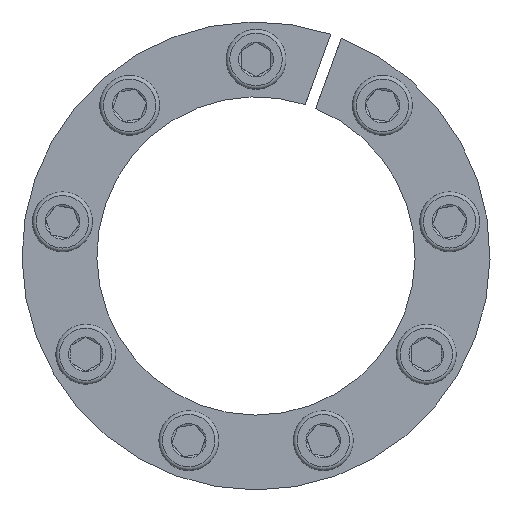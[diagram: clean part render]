
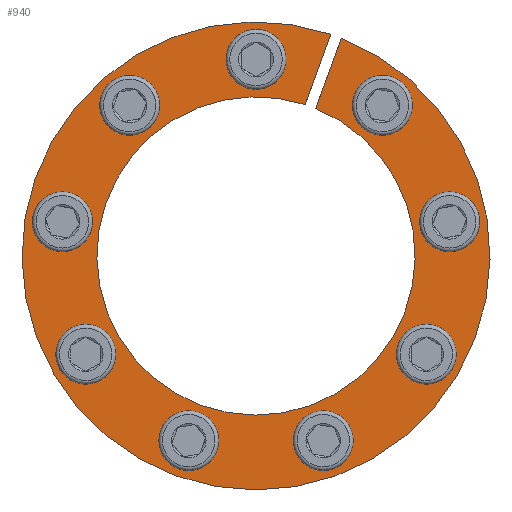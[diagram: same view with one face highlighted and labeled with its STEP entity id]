
A CAD part, front view. The second image highlights one B-rep face of the part: STEP entity #940.
In plain terms, the highlighted planar face has unit normal (0, -1, 0).
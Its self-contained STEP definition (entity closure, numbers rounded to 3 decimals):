
#158=PLANE('',#1001);
#201=VECTOR('',#1148,1.);
#205=VECTOR('',#1169,1.);
#229=LINE('',#1449,#201);
#233=LINE('',#1471,#205);
#262=VERTEX_POINT('',#1448);
#263=VERTEX_POINT('',#1450);
#266=VERTEX_POINT('',#1458);
#267=VERTEX_POINT('',#1462);
#268=VERTEX_POINT('',#1464);
#269=VERTEX_POINT('',#1466);
#270=VERTEX_POINT('',#1468);
#271=VERTEX_POINT('',#1470);
#272=VERTEX_POINT('',#1473);
#273=VERTEX_POINT('',#1475);
#274=VERTEX_POINT('',#1477);
#275=VERTEX_POINT('',#1479);
#276=VERTEX_POINT('',#1481);
#335=CIRCLE('',#1000,42.5);
#336=CIRCLE('',#1002,5.);
#337=CIRCLE('',#1003,5.);
#338=CIRCLE('',#1004,5.);
#339=CIRCLE('',#1005,5.);
#340=CIRCLE('',#1006,62.5);
#341=CIRCLE('',#1007,5.);
#342=CIRCLE('',#1008,5.);
#343=CIRCLE('',#1009,5.);
#344=CIRCLE('',#1010,5.);
#345=CIRCLE('',#1011,5.);
#406=EDGE_CURVE('',#262,#263,#229,.T.);
#410=EDGE_CURVE('',#263,#266,#335,.T.);
#412=EDGE_CURVE('',#267,#267,#336,.T.);
#413=EDGE_CURVE('',#268,#268,#337,.T.);
#414=EDGE_CURVE('',#269,#269,#338,.T.);
#415=EDGE_CURVE('',#270,#270,#339,.T.);
#416=EDGE_CURVE('',#262,#271,#340,.T.);
#417=EDGE_CURVE('',#266,#271,#233,.T.);
#418=EDGE_CURVE('',#272,#272,#341,.T.);
#419=EDGE_CURVE('',#273,#273,#342,.T.);
#420=EDGE_CURVE('',#274,#274,#343,.T.);
#421=EDGE_CURVE('',#275,#275,#344,.T.);
#422=EDGE_CURVE('',#276,#276,#345,.T.);
#516=ORIENTED_EDGE('',*,*,#412,.T.);
#517=ORIENTED_EDGE('',*,*,#413,.T.);
#518=ORIENTED_EDGE('',*,*,#414,.T.);
#519=ORIENTED_EDGE('',*,*,#415,.T.);
#520=ORIENTED_EDGE('',*,*,#410,.F.);
#521=ORIENTED_EDGE('',*,*,#406,.F.);
#522=ORIENTED_EDGE('',*,*,#416,.T.);
#523=ORIENTED_EDGE('',*,*,#417,.F.);
#524=ORIENTED_EDGE('',*,*,#418,.T.);
#525=ORIENTED_EDGE('',*,*,#419,.T.);
#526=ORIENTED_EDGE('',*,*,#420,.T.);
#527=ORIENTED_EDGE('',*,*,#421,.T.);
#528=ORIENTED_EDGE('',*,*,#422,.T.);
#700=EDGE_LOOP('',(#516));
#701=EDGE_LOOP('',(#517));
#702=EDGE_LOOP('',(#518));
#703=EDGE_LOOP('',(#519));
#704=EDGE_LOOP('',(#520,#521,#522,#523));
#705=EDGE_LOOP('',(#524));
#706=EDGE_LOOP('',(#525));
#707=EDGE_LOOP('',(#526));
#708=EDGE_LOOP('',(#527));
#709=EDGE_LOOP('',(#528));
#820=FACE_BOUND('',#700,.T.);
#821=FACE_BOUND('',#701,.T.);
#822=FACE_BOUND('',#702,.T.);
#823=FACE_BOUND('',#703,.T.);
#824=FACE_BOUND('',#704,.T.);
#825=FACE_BOUND('',#705,.T.);
#826=FACE_BOUND('',#706,.T.);
#827=FACE_BOUND('',#707,.T.);
#828=FACE_BOUND('',#708,.T.);
#829=FACE_BOUND('',#709,.T.);
#940=ADVANCED_FACE('',(#820,#821,#822,#823,#824,#825,#826,#827,#828,#829),
#158,.F.);
#1000=AXIS2_PLACEMENT_3D('',#1457,#1155,#1156);
#1001=AXIS2_PLACEMENT_3D('',#1460,#1158,$);
#1002=AXIS2_PLACEMENT_3D('',#1461,#1159,#1160);
#1003=AXIS2_PLACEMENT_3D('',#1463,#1161,#1162);
#1004=AXIS2_PLACEMENT_3D('',#1465,#1163,#1164);
#1005=AXIS2_PLACEMENT_3D('',#1467,#1165,#1166);
#1006=AXIS2_PLACEMENT_3D('',#1469,#1167,#1168);
#1007=AXIS2_PLACEMENT_3D('',#1472,#1170,#1171);
#1008=AXIS2_PLACEMENT_3D('',#1474,#1172,#1173);
#1009=AXIS2_PLACEMENT_3D('',#1476,#1174,#1175);
#1010=AXIS2_PLACEMENT_3D('',#1478,#1176,#1177);
#1011=AXIS2_PLACEMENT_3D('',#1480,#1178,#1179);
#1148=DIRECTION('',(-0.342,0.,-0.94));
#1155=DIRECTION('',(0.,-1.,0.));
#1156=DIRECTION('',(0.,0.,-42.5));
#1158=DIRECTION('',(0.,1.,0.));
#1159=DIRECTION('',(0.,1.,0.));
#1160=DIRECTION('',(0.868,0.,4.924));
#1161=DIRECTION('',(0.,1.,0.));
#1162=DIRECTION('',(-4.698,0.,1.71));
#1163=DIRECTION('',(0.,1.,0.));
#1164=DIRECTION('',(-2.5,0.,-4.33));
#1165=DIRECTION('',(0.,1.,0.));
#1166=DIRECTION('',(3.83,0.,-3.214));
#1167=DIRECTION('',(0.,-1.,0.));
#1168=DIRECTION('',(0.,0.,-62.5));
#1169=DIRECTION('',(0.342,0.,0.94));
#1170=DIRECTION('',(0.,1.,0.));
#1171=DIRECTION('',(5.,0.,0.));
#1172=DIRECTION('',(0.,1.,0.));
#1173=DIRECTION('',(0.868,0.,-4.924));
#1174=DIRECTION('',(0.,1.,0.));
#1175=DIRECTION('',(-4.698,0.,-1.71));
#1176=DIRECTION('',(0.,1.,0.));
#1177=DIRECTION('',(-2.5,0.,4.33));
#1178=DIRECTION('',(0.,1.,0.));
#1179=DIRECTION('',(3.83,0.,3.214));
#1448=CARTESIAN_POINT('',(19.961,0.,59.227));
#1449=CARTESIAN_POINT('',(19.967,0.,59.244));
#1450=CARTESIAN_POINT('',(13.117,0.,40.425));
#1457=CARTESIAN_POINT('',(0.,0.,0.));
#1458=CARTESIAN_POINT('',(15.936,0.,39.399));
#1460=CARTESIAN_POINT('',(0.,0.,62.5));
#1461=CARTESIAN_POINT('',(-51.702,0.,9.117));
#1462=CARTESIAN_POINT('',(-50.834,0.,14.041));
#1463=CARTESIAN_POINT('',(-17.956,0.,-49.334));
#1464=CARTESIAN_POINT('',(-22.655,0.,-47.624));
#1465=CARTESIAN_POINT('',(45.466,0.,-26.25));
#1466=CARTESIAN_POINT('',(42.966,0.,-30.58));
#1467=CARTESIAN_POINT('',(33.746,0.,40.217));
#1468=CARTESIAN_POINT('',(37.577,0.,37.003));
#1469=CARTESIAN_POINT('',(0.,0.,0.));
#1470=CARTESIAN_POINT('',(22.78,0.,58.201));
#1471=CARTESIAN_POINT('',(15.936,0.,39.399));
#1472=CARTESIAN_POINT('',(0.,0.,52.5));
#1473=CARTESIAN_POINT('',(5.,0.,52.5));
#1474=CARTESIAN_POINT('',(51.702,0.,9.117));
#1475=CARTESIAN_POINT('',(52.571,0.,4.192));
#1476=CARTESIAN_POINT('',(17.956,0.,-49.334));
#1477=CARTESIAN_POINT('',(13.258,0.,-51.044));
#1478=CARTESIAN_POINT('',(-45.466,0.,-26.25));
#1479=CARTESIAN_POINT('',(-47.966,0.,-21.92));
#1480=CARTESIAN_POINT('',(-33.746,0.,40.217));
#1481=CARTESIAN_POINT('',(-29.916,0.,43.431));
